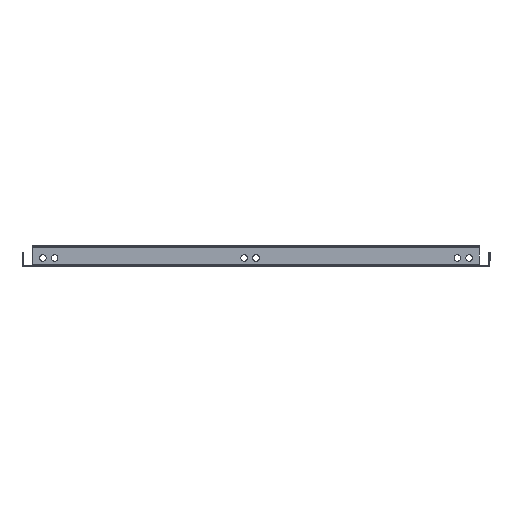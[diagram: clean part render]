
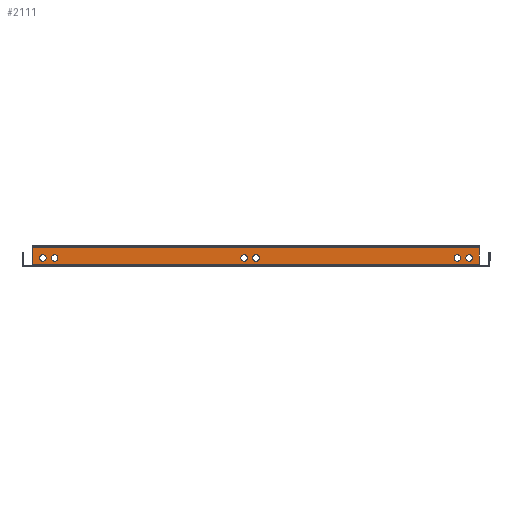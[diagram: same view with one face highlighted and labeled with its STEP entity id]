
A CAD part, left-side view. The second image highlights one B-rep face of the part: STEP entity #2111.
In plain terms, the highlighted planar face has unit normal (-1, 0, 0).
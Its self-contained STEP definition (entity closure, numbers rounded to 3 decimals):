
#21 = CIRCLE ( 'NONE', #4289, 3.45 ) ;
#34 = CARTESIAN_POINT ( 'NONE',  ( -321.7, 0., 7.8 ) ) ;
#39 = DIRECTION ( 'NONE',  ( 0., -1., 0. ) ) ;
#96 = DIRECTION ( 'NONE',  ( 0., 0., -1. ) ) ;
#152 = ORIENTED_EDGE ( 'NONE', *, *, #569, .T. ) ;
#164 = DIRECTION ( 'NONE',  ( -1., 0., 0. ) ) ;
#221 = CARTESIAN_POINT ( 'NONE',  ( -321.7, 12.5, 7.8 ) ) ;
#331 = AXIS2_PLACEMENT_3D ( 'NONE', #6545, #4126, #1124 ) ;
#348 = ORIENTED_EDGE ( 'NONE', *, *, #5474, .T. ) ;
#376 = DIRECTION ( 'NONE',  ( 1., 0., 0. ) ) ;
#397 = AXIS2_PLACEMENT_3D ( 'NONE', #221, #4967, #2048 ) ;
#403 = CIRCLE ( 'NONE', #6867, 3.45 ) ;
#442 = EDGE_LOOP ( 'NONE', ( #1726, #3994, #152, #1707 ) ) ;
#443 = DIRECTION ( 'NONE',  ( 0., 0., -1. ) ) ;
#463 = CARTESIAN_POINT ( 'NONE',  ( -321.7, -235.8, 0. ) ) ;
#465 = ORIENTED_EDGE ( 'NONE', *, *, #3214, .T. ) ;
#518 = VERTEX_POINT ( 'NONE', #7178 ) ;
#528 = DIRECTION ( 'NONE',  ( 0., 0., -1. ) ) ;
#569 = EDGE_CURVE ( 'NONE', #2129, #3928, #7024, .T. ) ;
#819 = CARTESIAN_POINT ( 'NONE',  ( -321.7, 212.5, 4.35 ) ) ;
#834 = DIRECTION ( 'NONE',  ( 1., 0., 0. ) ) ;
#884 = CARTESIAN_POINT ( 'NONE',  ( -321.7, -212.5, 11.25 ) ) ;
#897 = VECTOR ( 'NONE', #39, 1000. ) ;
#924 = EDGE_CURVE ( 'NONE', #4294, #6666, #1769, .T. ) ;
#930 = ORIENTED_EDGE ( 'NONE', *, *, #4712, .T. ) ;
#946 = CARTESIAN_POINT ( 'NONE',  ( -321.7, 225., 7.8 ) ) ;
#978 = AXIS2_PLACEMENT_3D ( 'NONE', #2667, #834, #5058 ) ;
#1012 = DIRECTION ( 'NONE',  ( 1., 0., 0. ) ) ;
#1063 = CARTESIAN_POINT ( 'NONE',  ( -321.7, 0., 11.25 ) ) ;
#1113 = EDGE_CURVE ( 'NONE', #518, #7047, #7641, .T. ) ;
#1124 = DIRECTION ( 'NONE',  ( 0., 0., -1. ) ) ;
#1233 = CIRCLE ( 'NONE', #7722, 3.45 ) ;
#1384 = CIRCLE ( 'NONE', #4256, 3.45 ) ;
#1516 = FACE_BOUND ( 'NONE', #4645, .T. ) ;
#1593 = EDGE_LOOP ( 'NONE', ( #348, #5541 ) ) ;
#1706 = EDGE_CURVE ( 'NONE', #4137, #3030, #1233, .T. ) ;
#1707 = ORIENTED_EDGE ( 'NONE', *, *, #1859, .T. ) ;
#1726 = ORIENTED_EDGE ( 'NONE', *, *, #6601, .T. ) ;
#1733 = ORIENTED_EDGE ( 'NONE', *, *, #1706, .T. ) ;
#1769 = CIRCLE ( 'NONE', #978, 3.45 ) ;
#1842 = CARTESIAN_POINT ( 'NONE',  ( -321.7, 225., 11.25 ) ) ;
#1859 = EDGE_CURVE ( 'NONE', #3928, #5006, #3234, .T. ) ;
#1872 = CARTESIAN_POINT ( 'NONE',  ( -321.7, 0., 4.35 ) ) ;
#1929 = CARTESIAN_POINT ( 'NONE',  ( -321.7, 12.5, 7.8 ) ) ;
#1939 = PLANE ( 'NONE',  #2283 ) ;
#2048 = DIRECTION ( 'NONE',  ( 0., 0., -1. ) ) ;
#2111 = ADVANCED_FACE ( 'NONE', ( #4266, #1516, #3896, #3227, #5015, #6240, #5577 ), #1939, .T. ) ;
#2129 = VERTEX_POINT ( 'NONE', #3201 ) ;
#2172 = VECTOR ( 'NONE', #2284, 1000. ) ;
#2269 = DIRECTION ( 'NONE',  ( 1., 0., 0. ) ) ;
#2283 = AXIS2_PLACEMENT_3D ( 'NONE', #6803, #164, #3787 ) ;
#2284 = DIRECTION ( 'NONE',  ( 0., 1., 0. ) ) ;
#2291 = CARTESIAN_POINT ( 'NONE',  ( -321.7, -225., 7.8 ) ) ;
#2298 = CARTESIAN_POINT ( 'NONE',  ( -321.7, 212.5, 7.8 ) ) ;
#2334 = CARTESIAN_POINT ( 'NONE',  ( -321.7, 0., 18.8 ) ) ;
#2363 = CIRCLE ( 'NONE', #5650, 3.45 ) ;
#2532 = DIRECTION ( 'NONE',  ( 1., 0., 0. ) ) ;
#2667 = CARTESIAN_POINT ( 'NONE',  ( -321.7, -225., 7.8 ) ) ;
#2674 = DIRECTION ( 'NONE',  ( 1., 0., 0. ) ) ;
#2685 = EDGE_LOOP ( 'NONE', ( #930, #5787 ) ) ;
#2819 = ORIENTED_EDGE ( 'NONE', *, *, #3720, .T. ) ;
#2894 = DIRECTION ( 'NONE',  ( 0., 0., -1. ) ) ;
#2924 = DIRECTION ( 'NONE',  ( 1., 0., 0. ) ) ;
#2934 = DIRECTION ( 'NONE',  ( 1., 0., 0. ) ) ;
#2949 = DIRECTION ( 'NONE',  ( 1., 0., 0. ) ) ;
#2954 = CARTESIAN_POINT ( 'NONE',  ( -321.7, -212.5, 7.8 ) ) ;
#3002 = VERTEX_POINT ( 'NONE', #5408 ) ;
#3030 = VERTEX_POINT ( 'NONE', #7169 ) ;
#3067 = VERTEX_POINT ( 'NONE', #3235 ) ;
#3201 = CARTESIAN_POINT ( 'NONE',  ( -321.7, -235.8, 1. ) ) ;
#3214 = EDGE_CURVE ( 'NONE', #5531, #7081, #7841, .T. ) ;
#3227 = FACE_BOUND ( 'NONE', #3936, .T. ) ;
#3234 = LINE ( 'NONE', #2334, #2172 ) ;
#3235 = CARTESIAN_POINT ( 'NONE',  ( -321.7, 212.5, 11.25 ) ) ;
#3278 = CARTESIAN_POINT ( 'NONE',  ( -321.7, 212.5, 7.8 ) ) ;
#3364 = DIRECTION ( 'NONE',  ( 0., 0., -1. ) ) ;
#3380 = AXIS2_PLACEMENT_3D ( 'NONE', #1929, #2532, #96 ) ;
#3720 = EDGE_CURVE ( 'NONE', #3030, #4137, #1384, .T. ) ;
#3787 = DIRECTION ( 'NONE',  ( 0., 0., 1. ) ) ;
#3834 = DIRECTION ( 'NONE',  ( 0., 0., -1. ) ) ;
#3896 = FACE_BOUND ( 'NONE', #6543, .T. ) ;
#3928 = VERTEX_POINT ( 'NONE', #5989 ) ;
#3936 = EDGE_LOOP ( 'NONE', ( #2819, #1733 ) ) ;
#3949 = AXIS2_PLACEMENT_3D ( 'NONE', #2291, #2269, #5956 ) ;
#3994 = ORIENTED_EDGE ( 'NONE', *, *, #4629, .T. ) ;
#4062 = VERTEX_POINT ( 'NONE', #6792 ) ;
#4126 = DIRECTION ( 'NONE',  ( 1., 0., 0. ) ) ;
#4137 = VERTEX_POINT ( 'NONE', #884 ) ;
#4183 = CIRCLE ( 'NONE', #3949, 3.45 ) ;
#4256 = AXIS2_PLACEMENT_3D ( 'NONE', #2954, #7096, #2894 ) ;
#4266 = FACE_BOUND ( 'NONE', #2685, .T. ) ;
#4289 = AXIS2_PLACEMENT_3D ( 'NONE', #946, #1012, #7019 ) ;
#4294 = VERTEX_POINT ( 'NONE', #6991 ) ;
#4461 = CIRCLE ( 'NONE', #6197, 3.45 ) ;
#4629 = EDGE_CURVE ( 'NONE', #3002, #2129, #5806, .T. ) ;
#4645 = EDGE_LOOP ( 'NONE', ( #5143, #465 ) ) ;
#4712 = EDGE_CURVE ( 'NONE', #6574, #4062, #6368, .T. ) ;
#4940 = CARTESIAN_POINT ( 'NONE',  ( -321.7, 0., 1. ) ) ;
#4967 = DIRECTION ( 'NONE',  ( 1., 0., 0. ) ) ;
#4984 = ORIENTED_EDGE ( 'NONE', *, *, #6168, .T. ) ;
#5006 = VERTEX_POINT ( 'NONE', #6493 ) ;
#5015 = FACE_BOUND ( 'NONE', #1593, .T. ) ;
#5058 = DIRECTION ( 'NONE',  ( 0., 0., -1. ) ) ;
#5119 = CARTESIAN_POINT ( 'NONE',  ( -321.7, 235.8, 0. ) ) ;
#5143 = ORIENTED_EDGE ( 'NONE', *, *, #6177, .T. ) ;
#5210 = CIRCLE ( 'NONE', #3380, 3.45 ) ;
#5336 = CARTESIAN_POINT ( 'NONE',  ( -321.7, 0., 7.8 ) ) ;
#5408 = CARTESIAN_POINT ( 'NONE',  ( -321.7, 235.8, 1. ) ) ;
#5474 = EDGE_CURVE ( 'NONE', #7418, #3067, #403, .T. ) ;
#5531 = VERTEX_POINT ( 'NONE', #1063 ) ;
#5541 = ORIENTED_EDGE ( 'NONE', *, *, #5987, .T. ) ;
#5577 = FACE_OUTER_BOUND ( 'NONE', #442, .T. ) ;
#5650 = AXIS2_PLACEMENT_3D ( 'NONE', #3278, #2674, #3834 ) ;
#5655 = CARTESIAN_POINT ( 'NONE',  ( -321.7, -225., 11.25 ) ) ;
#5729 = EDGE_CURVE ( 'NONE', #4062, #6574, #5210, .T. ) ;
#5757 = DIRECTION ( 'NONE',  ( 0., 0., -1. ) ) ;
#5787 = ORIENTED_EDGE ( 'NONE', *, *, #5729, .T. ) ;
#5806 = LINE ( 'NONE', #4940, #897 ) ;
#5956 = DIRECTION ( 'NONE',  ( 0., 0., -1. ) ) ;
#5987 = EDGE_CURVE ( 'NONE', #3067, #7418, #2363, .T. ) ;
#5989 = CARTESIAN_POINT ( 'NONE',  ( -321.7, -235.8, 18.8 ) ) ;
#6006 = DIRECTION ( 'NONE',  ( 0., 0., 1. ) ) ;
#6058 = EDGE_LOOP ( 'NONE', ( #7470, #4984 ) ) ;
#6127 = EDGE_CURVE ( 'NONE', #7047, #518, #21, .T. ) ;
#6166 = VECTOR ( 'NONE', #6006, 1000. ) ;
#6168 = EDGE_CURVE ( 'NONE', #6666, #4294, #4183, .T. ) ;
#6177 = EDGE_CURVE ( 'NONE', #7081, #5531, #4461, .T. ) ;
#6197 = AXIS2_PLACEMENT_3D ( 'NONE', #5336, #2949, #7789 ) ;
#6240 = FACE_BOUND ( 'NONE', #6058, .T. ) ;
#6309 = CARTESIAN_POINT ( 'NONE',  ( -321.7, 12.5, 4.35 ) ) ;
#6368 = CIRCLE ( 'NONE', #397, 3.45 ) ;
#6493 = CARTESIAN_POINT ( 'NONE',  ( -321.7, 235.8, 18.8 ) ) ;
#6543 = EDGE_LOOP ( 'NONE', ( #7165, #7668 ) ) ;
#6545 = CARTESIAN_POINT ( 'NONE',  ( -321.7, 225., 7.8 ) ) ;
#6573 = LINE ( 'NONE', #5119, #7717 ) ;
#6574 = VERTEX_POINT ( 'NONE', #6309 ) ;
#6601 = EDGE_CURVE ( 'NONE', #5006, #3002, #6573, .T. ) ;
#6666 = VERTEX_POINT ( 'NONE', #5655 ) ;
#6792 = CARTESIAN_POINT ( 'NONE',  ( -321.7, 12.5, 11.25 ) ) ;
#6803 = CARTESIAN_POINT ( 'NONE',  ( -321.7, 0., 0. ) ) ;
#6867 = AXIS2_PLACEMENT_3D ( 'NONE', #2298, #2924, #443 ) ;
#6991 = CARTESIAN_POINT ( 'NONE',  ( -321.7, -225., 4.35 ) ) ;
#7019 = DIRECTION ( 'NONE',  ( 0., 0., -1. ) ) ;
#7024 = LINE ( 'NONE', #463, #6166 ) ;
#7047 = VERTEX_POINT ( 'NONE', #1842 ) ;
#7081 = VERTEX_POINT ( 'NONE', #1872 ) ;
#7096 = DIRECTION ( 'NONE',  ( 1., 0., 0. ) ) ;
#7165 = ORIENTED_EDGE ( 'NONE', *, *, #1113, .T. ) ;
#7169 = CARTESIAN_POINT ( 'NONE',  ( -321.7, -212.5, 4.35 ) ) ;
#7178 = CARTESIAN_POINT ( 'NONE',  ( -321.7, 225., 4.35 ) ) ;
#7372 = AXIS2_PLACEMENT_3D ( 'NONE', #34, #2934, #528 ) ;
#7418 = VERTEX_POINT ( 'NONE', #819 ) ;
#7470 = ORIENTED_EDGE ( 'NONE', *, *, #924, .T. ) ;
#7608 = CARTESIAN_POINT ( 'NONE',  ( -321.7, -212.5, 7.8 ) ) ;
#7641 = CIRCLE ( 'NONE', #331, 3.45 ) ;
#7668 = ORIENTED_EDGE ( 'NONE', *, *, #6127, .T. ) ;
#7717 = VECTOR ( 'NONE', #5757, 1000. ) ;
#7722 = AXIS2_PLACEMENT_3D ( 'NONE', #7608, #376, #3364 ) ;
#7789 = DIRECTION ( 'NONE',  ( 0., 0., -1. ) ) ;
#7841 = CIRCLE ( 'NONE', #7372, 3.45 ) ;
